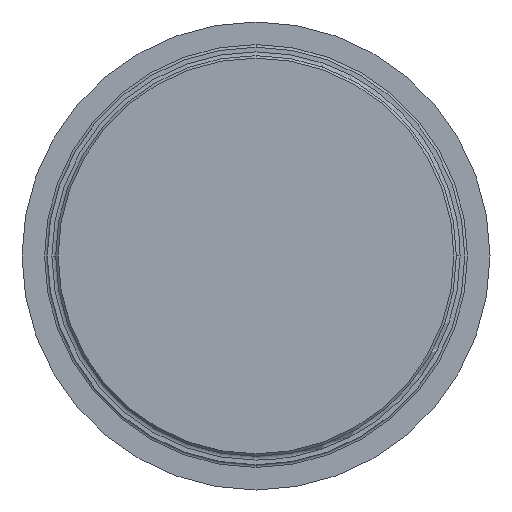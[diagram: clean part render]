
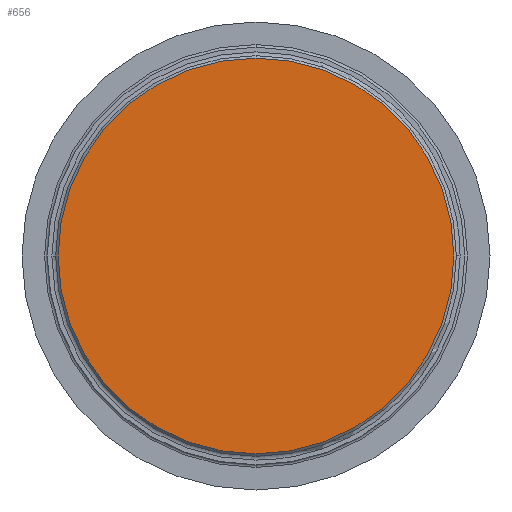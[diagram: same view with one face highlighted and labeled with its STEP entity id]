
A CAD part, front view. The second image highlights one B-rep face of the part: STEP entity #656.
In plain terms, the highlighted planar face has unit normal (0, -1, 0).
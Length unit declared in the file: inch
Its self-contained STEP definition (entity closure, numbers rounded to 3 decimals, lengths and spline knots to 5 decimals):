
#125 = DIRECTION ( 'NONE',  ( 0., 0., 1. ) ) ;
#213 = DIRECTION ( 'NONE',  ( 0., 1., 0. ) ) ;
#218 = CIRCLE ( 'NONE', #564, 2.167 ) ;
#245 = AXIS2_PLACEMENT_3D ( 'NONE', #462, #213, #125 ) ;
#271 = ORIENTED_EDGE ( 'NONE', *, *, #300, .F. ) ;
#278 = EDGE_CURVE ( 'NONE', #507, #978, #807, .T. ) ;
#300 = EDGE_CURVE ( 'NONE', #978, #507, #218, .T. ) ;
#334 = PLANE ( 'NONE',  #245 ) ;
#359 = CARTESIAN_POINT ( 'NONE',  ( 0., -0.63, 2.167 ) ) ;
#405 = DIRECTION ( 'NONE',  ( 0., 0., 1. ) ) ;
#407 = DIRECTION ( 'NONE',  ( 0., 1., 0. ) ) ;
#413 = CARTESIAN_POINT ( 'NONE',  ( 0., -0.63, 0. ) ) ;
#462 = CARTESIAN_POINT ( 'NONE',  ( 2.2855, -0.63, 0. ) ) ;
#500 = FACE_OUTER_BOUND ( 'NONE', #993, .T. ) ;
#507 = VERTEX_POINT ( 'NONE', #359 ) ;
#564 = AXIS2_PLACEMENT_3D ( 'NONE', #413, #407, #405 ) ;
#591 = DIRECTION ( 'NONE',  ( 0., 0., 1. ) ) ;
#656 = ADVANCED_FACE ( 'NONE', ( #500 ), #334, .F. ) ;
#782 = CARTESIAN_POINT ( 'NONE',  ( 0., -0.63, -2.167 ) ) ;
#807 = CIRCLE ( 'NONE', #1165, 2.167 ) ;
#817 = CARTESIAN_POINT ( 'NONE',  ( 0., -0.63, 0. ) ) ;
#978 = VERTEX_POINT ( 'NONE', #782 ) ;
#993 = EDGE_LOOP ( 'NONE', ( #1315, #271 ) ) ;
#1165 = AXIS2_PLACEMENT_3D ( 'NONE', #817, #1212, #591 ) ;
#1212 = DIRECTION ( 'NONE',  ( 0., 1., 0. ) ) ;
#1315 = ORIENTED_EDGE ( 'NONE', *, *, #278, .F. ) ;
